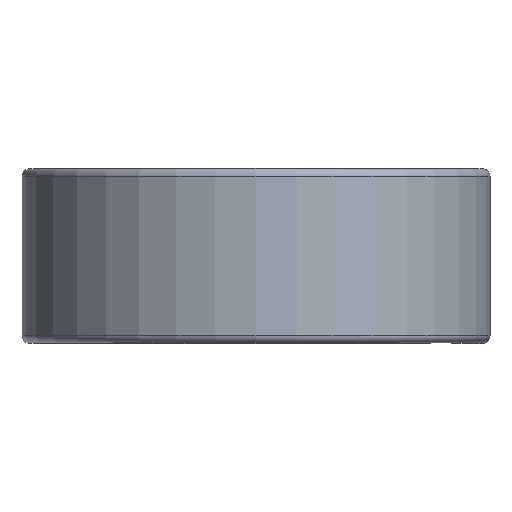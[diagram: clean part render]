
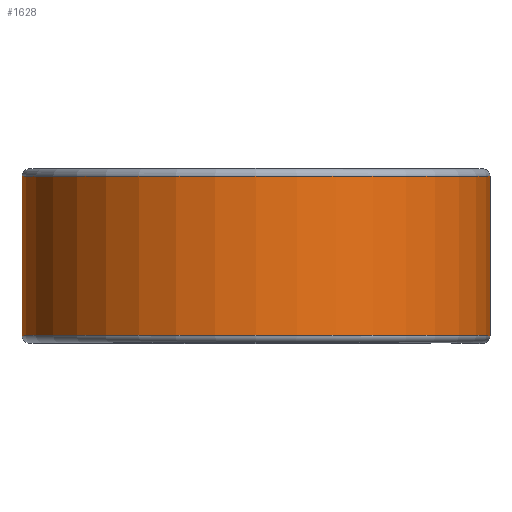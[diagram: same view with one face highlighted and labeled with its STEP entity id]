
A CAD part, top view. The second image highlights one B-rep face of the part: STEP entity #1628.
In plain terms, the highlighted cylindrical face has radius 23.444 mm (diameter 46.888 mm), a partial arc.
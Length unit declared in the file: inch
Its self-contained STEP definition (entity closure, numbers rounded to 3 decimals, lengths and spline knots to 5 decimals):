
#72 = CARTESIAN_POINT ( 'NONE',  ( 0., 0.31375, -0.923 ) ) ;
#80 = EDGE_LOOP ( 'NONE', ( #595, #2087, #1922, #1901 ) ) ;
#279 = EDGE_CURVE ( 'NONE', #429, #2154, #683, .T. ) ;
#402 = VERTEX_POINT ( 'NONE', #964 ) ;
#429 = VERTEX_POINT ( 'NONE', #1551 ) ;
#564 = VECTOR ( 'NONE', #1925, 39.37008 ) ;
#595 = ORIENTED_EDGE ( 'NONE', *, *, #852, .T. ) ;
#601 = AXIS2_PLACEMENT_3D ( 'NONE', #2005, #904, #2189 ) ;
#683 = CIRCLE ( 'NONE', #2156, 0.923 ) ;
#704 = CARTESIAN_POINT ( 'NONE',  ( 0., 0.3125, 0. ) ) ;
#852 = EDGE_CURVE ( 'NONE', #429, #402, #2465, .T. ) ;
#904 = DIRECTION ( 'NONE',  ( 0., -1., 0. ) ) ;
#964 = CARTESIAN_POINT ( 'NONE',  ( 0.923, 0.31375, 0. ) ) ;
#1358 = VECTOR ( 'NONE', #2379, 39.37008 ) ;
#1411 = VERTEX_POINT ( 'NONE', #72 ) ;
#1463 = CARTESIAN_POINT ( 'NONE',  ( 0., 0.31375, -0.923 ) ) ;
#1507 = AXIS2_PLACEMENT_3D ( 'NONE', #704, #1838, #1850 ) ;
#1527 = CIRCLE ( 'NONE', #601, 0.923 ) ;
#1551 = CARTESIAN_POINT ( 'NONE',  ( 0.923, -0.31375, 0. ) ) ;
#1625 = EDGE_CURVE ( 'NONE', #402, #1411, #1527, .T. ) ;
#1628 = ADVANCED_FACE ( 'NONE', ( #2133 ), #1658, .T. ) ;
#1644 = EDGE_CURVE ( 'NONE', #2154, #1411, #1663, .T. ) ;
#1658 = CYLINDRICAL_SURFACE ( 'NONE', #1507, 0.923 ) ;
#1663 = LINE ( 'NONE', #1463, #1358 ) ;
#1838 = DIRECTION ( 'NONE',  ( 0., -1., 0. ) ) ;
#1850 = DIRECTION ( 'NONE',  ( 0., 0., -1. ) ) ;
#1901 = ORIENTED_EDGE ( 'NONE', *, *, #279, .F. ) ;
#1914 = CARTESIAN_POINT ( 'NONE',  ( 0.923, 0.31375, 0. ) ) ;
#1922 = ORIENTED_EDGE ( 'NONE', *, *, #1644, .F. ) ;
#1925 = DIRECTION ( 'NONE',  ( 0., 1., 0. ) ) ;
#2005 = CARTESIAN_POINT ( 'NONE',  ( 0., 0.31375, 0. ) ) ;
#2087 = ORIENTED_EDGE ( 'NONE', *, *, #1625, .T. ) ;
#2133 = FACE_OUTER_BOUND ( 'NONE', #80, .T. ) ;
#2154 = VERTEX_POINT ( 'NONE', #2454 ) ;
#2156 = AXIS2_PLACEMENT_3D ( 'NONE', #2408, #2417, #2439 ) ;
#2189 = DIRECTION ( 'NONE',  ( 0., 0., -1. ) ) ;
#2379 = DIRECTION ( 'NONE',  ( 0., 1., 0. ) ) ;
#2408 = CARTESIAN_POINT ( 'NONE',  ( 0., -0.31375, 0. ) ) ;
#2417 = DIRECTION ( 'NONE',  ( 0., -1., 0. ) ) ;
#2439 = DIRECTION ( 'NONE',  ( 0., 0., -1. ) ) ;
#2454 = CARTESIAN_POINT ( 'NONE',  ( 0., -0.31375, -0.923 ) ) ;
#2465 = LINE ( 'NONE', #1914, #564 ) ;
